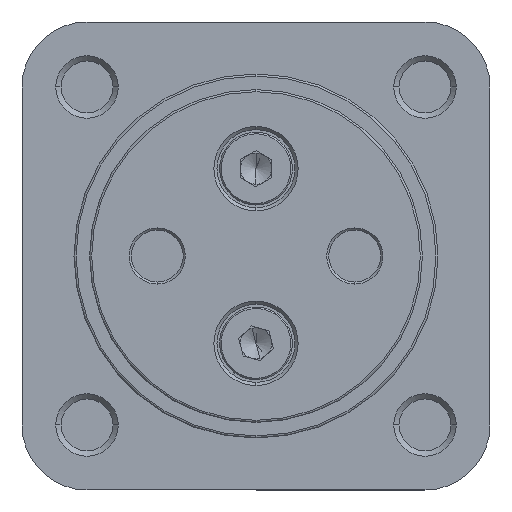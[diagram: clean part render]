
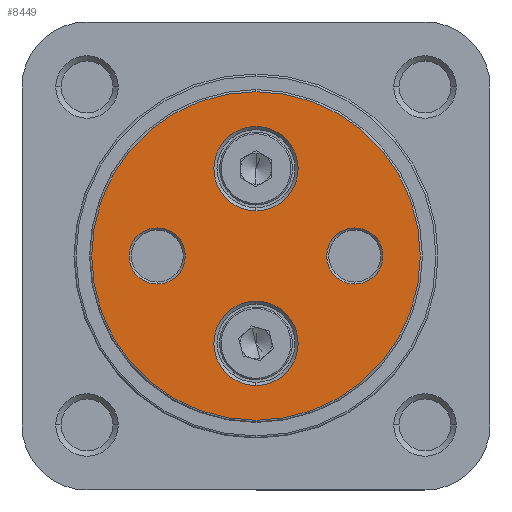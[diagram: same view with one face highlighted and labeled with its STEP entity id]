
A CAD part, left-side view. The second image highlights one B-rep face of the part: STEP entity #8449.
In plain terms, the highlighted planar face has unit normal (-1, 0, 0).
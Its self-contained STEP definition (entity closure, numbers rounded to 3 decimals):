
#469 = EDGE_LOOP ( 'NONE', ( #4156, #4155 ) ) ;
#470 = EDGE_LOOP ( 'NONE', ( #4154, #4153 ) ) ;
#471 = EDGE_LOOP ( 'NONE', ( #4160, #4159 ) ) ;
#473 = EDGE_LOOP ( 'NONE', ( #4162, #4161 ) ) ;
#523 = EDGE_LOOP ( 'NONE', ( #4158, #4157 ) ) ;
#768 = CIRCLE ( 'NONE', #3215, 15.8 ) ;
#793 = CIRCLE ( 'NONE', #3219, 2.7 ) ;
#1467 = CARTESIAN_POINT ( 'NONE',  ( 0., 0., 0. ) ) ;
#1476 = PLANE ( 'NONE',  #3753 ) ;
#1479 = DIRECTION ( 'NONE',  ( 1., 0., 0. ) ) ;
#1480 = DIRECTION ( 'NONE',  ( 0., 0., -1. ) ) ;
#1670 = CARTESIAN_POINT ( 'NONE',  ( 0., 9.5, 0. ) ) ;
#1672 = DIRECTION ( 'NONE',  ( 1., 0., 0. ) ) ;
#1673 = DIRECTION ( 'NONE',  ( 0., 0., -1. ) ) ;
#1846 = FACE_BOUND ( 'NONE', #470, .T. ) ;
#1850 = FACE_OUTER_BOUND ( 'NONE', #473, .T. ) ;
#1857 = FACE_BOUND ( 'NONE', #471, .T. ) ;
#1859 = FACE_BOUND ( 'NONE', #523, .T. ) ;
#1861 = FACE_BOUND ( 'NONE', #469, .T. ) ;
#1983 = CIRCLE ( 'NONE', #3782, 2.7 ) ;
#2386 = EDGE_CURVE ( 'NONE', #8127, #7963, #768, .T. ) ;
#2666 = EDGE_CURVE ( 'NONE', #8029, #8027, #793, .T. ) ;
#3092 = EDGE_CURVE ( 'NONE', #7963, #8127, #5591, .T. ) ;
#3102 = EDGE_CURVE ( 'NONE', #8088, #8087, #5603, .T. ) ;
#3106 = EDGE_CURVE ( 'NONE', #8048, #8077, #5609, .T. ) ;
#3134 = EDGE_CURVE ( 'NONE', #8023, #8145, #5651, .T. ) ;
#3138 = EDGE_CURVE ( 'NONE', #8027, #8029, #5657, .T. ) ;
#3180 = EDGE_CURVE ( 'NONE', #8077, #8048, #5721, .T. ) ;
#3186 = EDGE_CURVE ( 'NONE', #8087, #8088, #5729, .T. ) ;
#3215 = AXIS2_PLACEMENT_3D ( 'NONE', #4272, #4276, #4277 ) ;
#3219 = AXIS2_PLACEMENT_3D ( 'NONE', #4384, #4386, #4387 ) ;
#3370 = AXIS2_PLACEMENT_3D ( 'NONE', #5320, #5322, #5323 ) ;
#3380 = AXIS2_PLACEMENT_3D ( 'NONE', #5350, #5351, #5352 ) ;
#3381 = AXIS2_PLACEMENT_3D ( 'NONE', #5360, #5361, #5362 ) ;
#3397 = AXIS2_PLACEMENT_3D ( 'NONE', #5430, #5431, #5432 ) ;
#3398 = AXIS2_PLACEMENT_3D ( 'NONE', #5439, #5440, #5441 ) ;
#3415 = AXIS2_PLACEMENT_3D ( 'NONE', #6414, #6421, #6422 ) ;
#3421 = AXIS2_PLACEMENT_3D ( 'NONE', #6432, #6439, #6440 ) ;
#3753 = AXIS2_PLACEMENT_3D ( 'NONE', #1467, #1479, #1480 ) ;
#3782 = AXIS2_PLACEMENT_3D ( 'NONE', #1670, #1672, #1673 ) ;
#4153 = ORIENTED_EDGE ( 'NONE', *, *, #8536, .T. ) ;
#4154 = ORIENTED_EDGE ( 'NONE', *, *, #3134, .T. ) ;
#4155 = ORIENTED_EDGE ( 'NONE', *, *, #2666, .T. ) ;
#4156 = ORIENTED_EDGE ( 'NONE', *, *, #3138, .T. ) ;
#4157 = ORIENTED_EDGE ( 'NONE', *, *, #3186, .T. ) ;
#4158 = ORIENTED_EDGE ( 'NONE', *, *, #3102, .T. ) ;
#4159 = ORIENTED_EDGE ( 'NONE', *, *, #3180, .T. ) ;
#4160 = ORIENTED_EDGE ( 'NONE', *, *, #3106, .T. ) ;
#4161 = ORIENTED_EDGE ( 'NONE', *, *, #3092, .T. ) ;
#4162 = ORIENTED_EDGE ( 'NONE', *, *, #2386, .T. ) ;
#4272 = CARTESIAN_POINT ( 'NONE',  ( 0., 0., 0. ) ) ;
#4276 = DIRECTION ( 'NONE',  ( -1., 0., 0. ) ) ;
#4277 = DIRECTION ( 'NONE',  ( 0., 0., -1. ) ) ;
#4384 = CARTESIAN_POINT ( 'NONE',  ( 0., -9.5, 0. ) ) ;
#4386 = DIRECTION ( 'NONE',  ( 1., 0., 0. ) ) ;
#4387 = DIRECTION ( 'NONE',  ( 0., 0., -1. ) ) ;
#5320 = CARTESIAN_POINT ( 'NONE',  ( 0., 0., 0. ) ) ;
#5322 = DIRECTION ( 'NONE',  ( -1., 0., 0. ) ) ;
#5323 = DIRECTION ( 'NONE',  ( 0., 0., -1. ) ) ;
#5350 = CARTESIAN_POINT ( 'NONE',  ( 0., 0., 8.4 ) ) ;
#5351 = DIRECTION ( 'NONE',  ( 1., 0., 0. ) ) ;
#5352 = DIRECTION ( 'NONE',  ( 0., 0., -1. ) ) ;
#5360 = CARTESIAN_POINT ( 'NONE',  ( 0., 0., -8.4 ) ) ;
#5361 = DIRECTION ( 'NONE',  ( 1., 0., 0. ) ) ;
#5362 = DIRECTION ( 'NONE',  ( 0., 0., -1. ) ) ;
#5430 = CARTESIAN_POINT ( 'NONE',  ( 0., 9.5, 0. ) ) ;
#5431 = DIRECTION ( 'NONE',  ( 1., 0., 0. ) ) ;
#5432 = DIRECTION ( 'NONE',  ( 0., 0., -1. ) ) ;
#5439 = CARTESIAN_POINT ( 'NONE',  ( 0., -9.5, 0. ) ) ;
#5440 = DIRECTION ( 'NONE',  ( 1., 0., 0. ) ) ;
#5441 = DIRECTION ( 'NONE',  ( 0., 0., -1. ) ) ;
#5591 = CIRCLE ( 'NONE', #3370, 15.8 ) ;
#5603 = CIRCLE ( 'NONE', #3380, 4.05 ) ;
#5609 = CIRCLE ( 'NONE', #3381, 4.05 ) ;
#5651 = CIRCLE ( 'NONE', #3397, 2.7 ) ;
#5657 = CIRCLE ( 'NONE', #3398, 2.7 ) ;
#5721 = CIRCLE ( 'NONE', #3415, 4.05 ) ;
#5729 = CIRCLE ( 'NONE', #3421, 4.05 ) ;
#6414 = CARTESIAN_POINT ( 'NONE',  ( 0., 0., -8.4 ) ) ;
#6421 = DIRECTION ( 'NONE',  ( 1., 0., 0. ) ) ;
#6422 = DIRECTION ( 'NONE',  ( 0., 0., -1. ) ) ;
#6432 = CARTESIAN_POINT ( 'NONE',  ( 0., 0., 8.4 ) ) ;
#6439 = DIRECTION ( 'NONE',  ( 1., 0., 0. ) ) ;
#6440 = DIRECTION ( 'NONE',  ( 0., 0., -1. ) ) ;
#6543 = CARTESIAN_POINT ( 'NONE',  ( 0., 0., 15.8 ) ) ;
#6603 = CARTESIAN_POINT ( 'NONE',  ( 0., 9.5, 2.7 ) ) ;
#6607 = CARTESIAN_POINT ( 'NONE',  ( 0., -9.5, 2.7 ) ) ;
#6609 = CARTESIAN_POINT ( 'NONE',  ( 0., -9.5, -2.7 ) ) ;
#6628 = CARTESIAN_POINT ( 'NONE',  ( 0., 0., -4.35 ) ) ;
#6657 = CARTESIAN_POINT ( 'NONE',  ( 0., 0., -12.45 ) ) ;
#6667 = CARTESIAN_POINT ( 'NONE',  ( 0., 0., 4.35 ) ) ;
#6668 = CARTESIAN_POINT ( 'NONE',  ( 0., 0., 12.45 ) ) ;
#6707 = CARTESIAN_POINT ( 'NONE',  ( 0., 0., -15.8 ) ) ;
#6725 = CARTESIAN_POINT ( 'NONE',  ( 0., 9.5, -2.7 ) ) ;
#7963 = VERTEX_POINT ( 'NONE', #6543 ) ;
#8023 = VERTEX_POINT ( 'NONE', #6603 ) ;
#8027 = VERTEX_POINT ( 'NONE', #6607 ) ;
#8029 = VERTEX_POINT ( 'NONE', #6609 ) ;
#8048 = VERTEX_POINT ( 'NONE', #6628 ) ;
#8077 = VERTEX_POINT ( 'NONE', #6657 ) ;
#8087 = VERTEX_POINT ( 'NONE', #6667 ) ;
#8088 = VERTEX_POINT ( 'NONE', #6668 ) ;
#8127 = VERTEX_POINT ( 'NONE', #6707 ) ;
#8145 = VERTEX_POINT ( 'NONE', #6725 ) ;
#8449 = ADVANCED_FACE ( 'NONE', ( #1850, #1857, #1859, #1861, #1846 ), #1476, .F. ) ;
#8536 = EDGE_CURVE ( 'NONE', #8145, #8023, #1983, .T. ) ;
